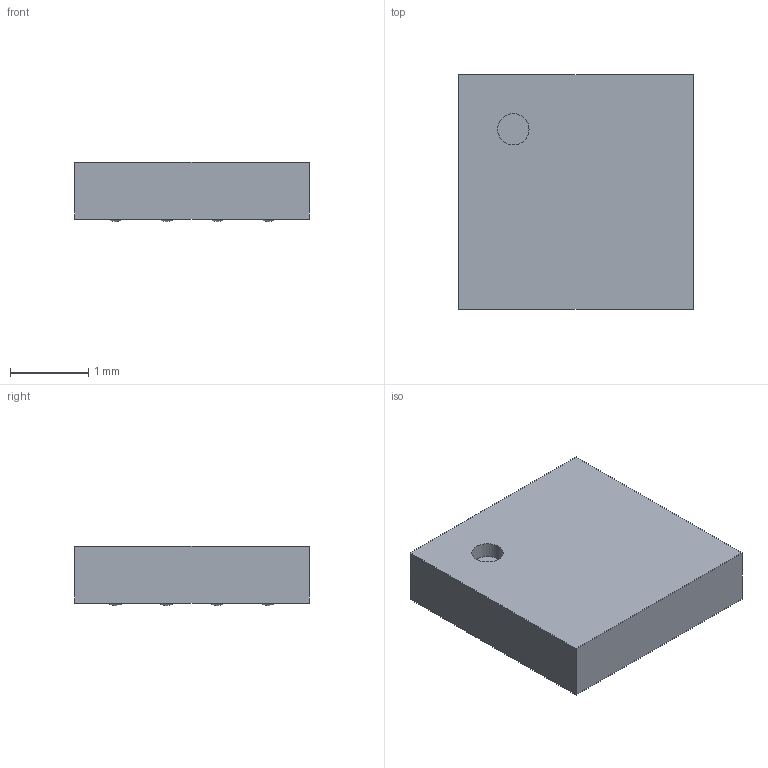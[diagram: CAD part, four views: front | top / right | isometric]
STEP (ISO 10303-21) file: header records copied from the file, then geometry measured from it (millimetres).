
FILE_DESCRIPTION(/* description */ ('model of UFBGA-15_3.0x3.0mm_Layout4x4_P0.65mm'),/* implementation_level */ '2;1');
FILE_NAME(/* name */ 'UFBGA-15_3.0x3.0mm_Layout4x4_P0.65mm.step',/* time_stamp */ '2018-11-07T22:21:13',/* author */ ('kicad StepUp','ksu'),/* organization */ ('FreeCAD'),/* preprocessor_version */ 'OCC',/* originating_system */ 'kicad StepUp',/* authorisation */ '');
FILE_SCHEMA(('AUTOMOTIVE_DESIGN { 1 0 10303 214 1 1 1 1 }'));
Length unit declared in the file: millimetre
Products named in the file (1): UFBGA_15_30x30mm_Layout4x4_P065mm
Bounding box: 3 x 3 x 0.76 mm (x, y, z)
Volume: 6.5 mm3; surface area: 27 mm2
Topology: 1 solids, 1 shells, 20 faces, 51 edges, 34 vertices
Faces by surface type: sphere 12, plane 7, cylinder 1
Full cylindrical faces by diameter (mm): 0.4 x1
Entity records: 457 total; most frequent: CARTESIAN_POINT 63, ORIENTED_EDGE 60, AXIS2_PLACEMENT_3D 46, EDGE_CURVE 39, VERTEX_POINT 34, FACE_BOUND 33, EDGE_LOOP 33, CIRCLE 26
